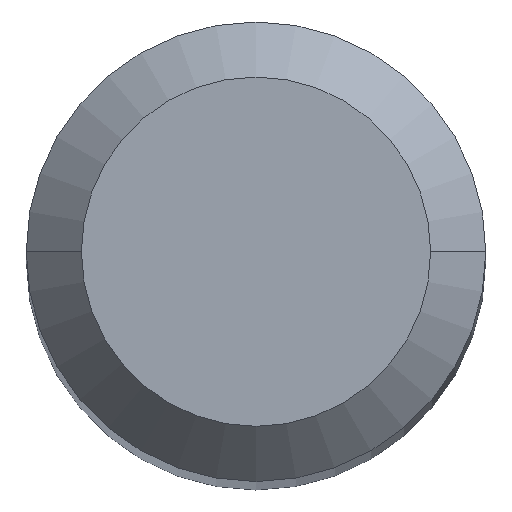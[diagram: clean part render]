
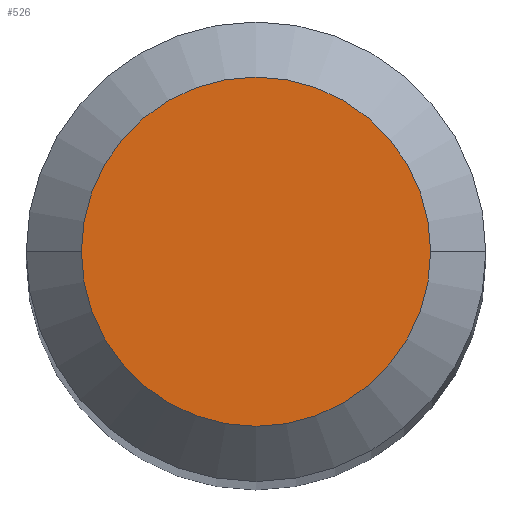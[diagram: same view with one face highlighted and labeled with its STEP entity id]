
A CAD part, top view. The second image highlights one B-rep face of the part: STEP entity #526.
In plain terms, the highlighted planar face has unit normal (0, 0, 1).
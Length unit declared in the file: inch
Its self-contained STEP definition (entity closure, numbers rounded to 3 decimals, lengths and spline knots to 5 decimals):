
#2 = CARTESIAN_POINT ( 'NONE',  ( 0., 0., 0. ) ) ;
#51 = DIRECTION ( 'NONE',  ( 0., 0., -1. ) ) ;
#99 = DIRECTION ( 'NONE',  ( 1., 0., 0. ) ) ;
#107 = CARTESIAN_POINT ( 'NONE',  ( 0., 0.0475, 0. ) ) ;
#141 = DIRECTION ( 'NONE',  ( -1., 0., 0. ) ) ;
#148 = DIRECTION ( 'NONE',  ( 1., 0., 0. ) ) ;
#152 = CIRCLE ( 'NONE', #432, 0.0475 ) ;
#184 = VERTEX_POINT ( 'NONE', #331 ) ;
#186 = VERTEX_POINT ( 'NONE', #423 ) ;
#210 = DIRECTION ( 'NONE',  ( 0., 0., 1. ) ) ;
#226 = EDGE_CURVE ( 'NONE', #184, #186, #152, .T. ) ;
#294 = ORIENTED_EDGE ( 'NONE', *, *, #226, .T. ) ;
#331 = CARTESIAN_POINT ( 'NONE',  ( 0.0475, 0., 0. ) ) ;
#351 = FACE_OUTER_BOUND ( 'NONE', #561, .T. ) ;
#366 = AXIS2_PLACEMENT_3D ( 'NONE', #107, #51, #141 ) ;
#403 = AXIS2_PLACEMENT_3D ( 'NONE', #2, #438, #99 ) ;
#412 = ORIENTED_EDGE ( 'NONE', *, *, #550, .T. ) ;
#423 = CARTESIAN_POINT ( 'NONE',  ( -0.0475, 0., 0. ) ) ;
#432 = AXIS2_PLACEMENT_3D ( 'NONE', #486, #210, #148 ) ;
#438 = DIRECTION ( 'NONE',  ( 0., 0., 1. ) ) ;
#444 = PLANE ( 'NONE',  #366 ) ;
#486 = CARTESIAN_POINT ( 'NONE',  ( 0., 0., 0. ) ) ;
#526 = ADVANCED_FACE ( 'NONE', ( #351 ), #444, .F. ) ;
#550 = EDGE_CURVE ( 'NONE', #186, #184, #558, .T. ) ;
#558 = CIRCLE ( 'NONE', #403, 0.0475 ) ;
#561 = EDGE_LOOP ( 'NONE', ( #412, #294 ) ) ;
